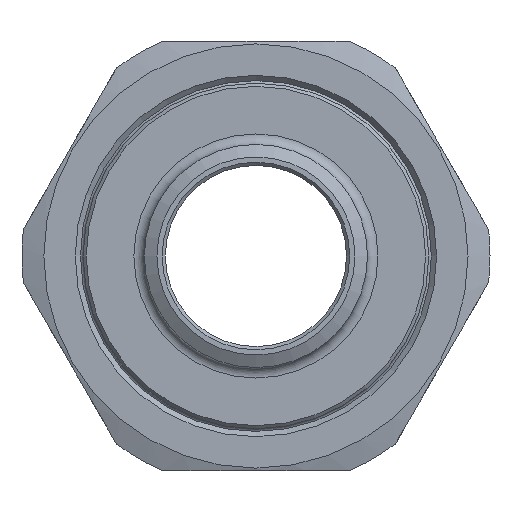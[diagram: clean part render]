
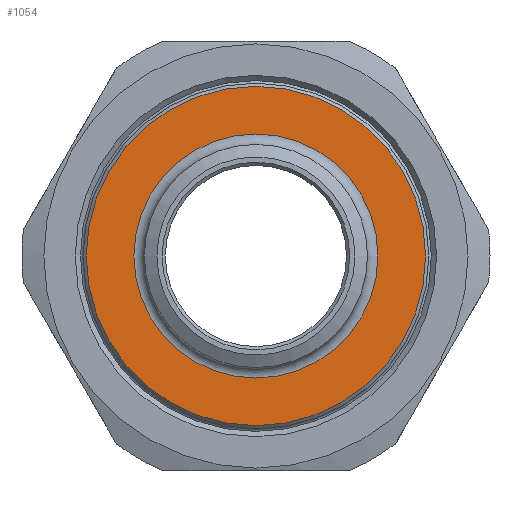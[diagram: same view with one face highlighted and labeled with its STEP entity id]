
A CAD part, left-side view. The second image highlights one B-rep face of the part: STEP entity #1054.
In plain terms, the highlighted planar face has unit normal (-1, 0, 0).
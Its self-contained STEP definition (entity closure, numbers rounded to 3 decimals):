
#70=FACE_BOUND('',#237,.T.);
#93=PLANE('',#1258);
#162=FACE_OUTER_BOUND('',#236,.T.);
#236=EDGE_LOOP('',(#918));
#237=EDGE_LOOP('',(#919));
#410=CIRCLE('',#1257,16.2);
#411=CIRCLE('',#1259,11.65);
#513=VERTEX_POINT('',#1949);
#514=VERTEX_POINT('',#1953);
#652=EDGE_CURVE('',#513,#513,#410,.T.);
#653=EDGE_CURVE('',#514,#514,#411,.T.);
#918=ORIENTED_EDGE('',*,*,#652,.F.);
#919=ORIENTED_EDGE('',*,*,#653,.F.);
#1054=ADVANCED_FACE('',(#162,#70),#93,.T.);
#1257=AXIS2_PLACEMENT_3D('',#1951,#1573,#1574);
#1258=AXIS2_PLACEMENT_3D('',#1952,#1575,#1576);
#1259=AXIS2_PLACEMENT_3D('',#1954,#1577,#1578);
#1573=DIRECTION('center_axis',(1.,0.,0.));
#1574=DIRECTION('ref_axis',(0.,-1.,0.));
#1575=DIRECTION('center_axis',(-1.,0.,0.));
#1576=DIRECTION('ref_axis',(0.,0.,1.));
#1577=DIRECTION('center_axis',(-1.,0.,0.));
#1578=DIRECTION('ref_axis',(0.,-1.,0.));
#1949=CARTESIAN_POINT('',(-16.,16.2,0.));
#1951=CARTESIAN_POINT('Origin',(-16.,0.,0.));
#1952=CARTESIAN_POINT('Origin',(-16.,16.5,0.));
#1953=CARTESIAN_POINT('',(-16.,0.,11.65));
#1954=CARTESIAN_POINT('Origin',(-16.,0.,0.));
